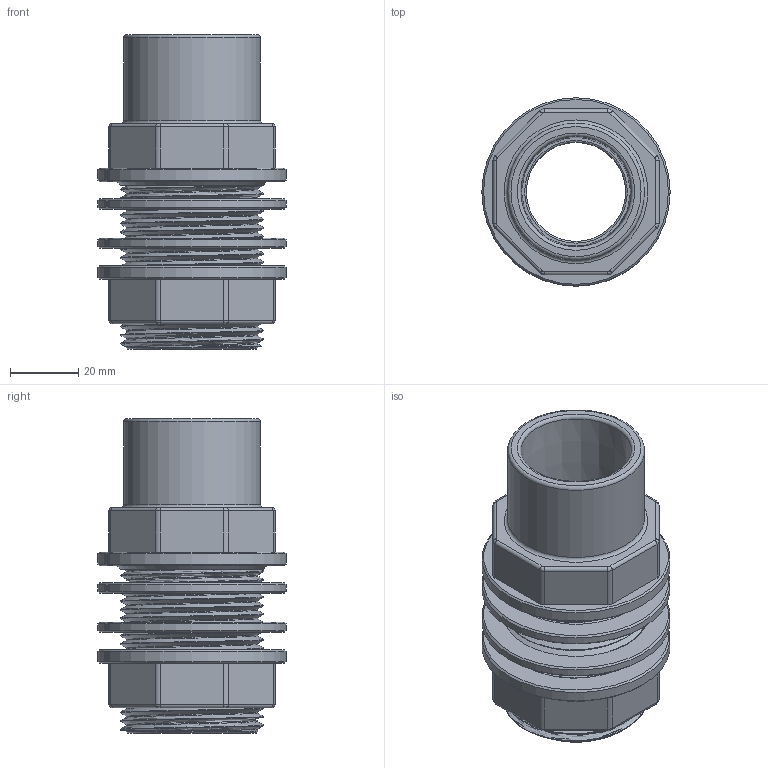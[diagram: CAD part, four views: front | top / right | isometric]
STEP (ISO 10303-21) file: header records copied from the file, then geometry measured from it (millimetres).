
FILE_DESCRIPTION(/* description */ (''),/* implementation_level */ '2;1');
FILE_NAME(/* name */ 'pvc tank connector 32÷40X32mm - 1 1÷4.stp',/* time_stamp */ '2023-05-13T09:59:13+08:00',/* author */ (''),/* organization */ (''),/* preprocessor_version */ 'ST-DEVELOPER v16',/* originating_system */ 'SIEMENS PLM Software NX 10.0',/* authorisation */ '');
FILE_SCHEMA (('AUTOMOTIVE_DESIGN { 1 0 10303 214 3 1 1 1 }'));
Length unit declared in the file: millimetre
Products named in the file (1): gelv1214D7C3klw2
Bounding box: 55 x 55 x 92 mm (x, y, z)
Volume: 80176.6 mm3; surface area: 43147.1 mm2
Topology: 4 solids, 4 shells, 138 faces, 328 edges, 205 vertices
Faces by surface type: cylinder 63, plane 38, bspline 20, cone 12, torus 5
Full cylindrical faces by diameter (mm): 29 x1, 38.41 x19, 40 x1, 42.5 x2, 55 x4
Entity records: 9511 total; most frequent: CARTESIAN_POINT 6920, DIRECTION 539, ORIENTED_EDGE 472, EDGE_CURVE 236, AXIS2_PLACEMENT_3D 225, EDGE_LOOP 160, VERTEX_POINT 158, CIRCLE 125
